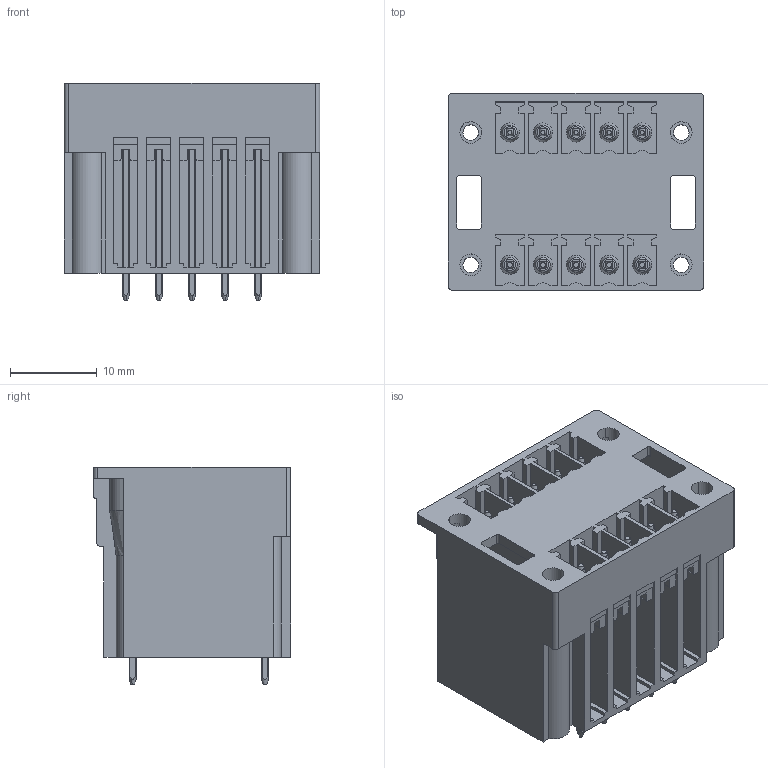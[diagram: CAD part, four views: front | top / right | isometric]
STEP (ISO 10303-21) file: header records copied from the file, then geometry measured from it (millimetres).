
FILE_DESCRIPTION(('CATIA V5 STEP Exchange','CAx-IF Rec.Pracs.--- Model Styling and Organization---1.2---2011-12-15'),'2;1');
FILE_NAME ('D1447196_0', '2018-10-05T07:57:51+00:00', ('none'), ('Weidmueller'), 'CATIA Version 5-6 Release 2014', 'CATIA V5 STEP AP214', 'none');
FILE_SCHEMA(('AUTOMOTIVE_DESIGN { 1 0 10303 214 1 1 1 1 }'));
Length unit declared in the file: millimetre
Products named in the file (1): 1031510000
Bounding box: 29.44 x 22.7 x 25.1 mm (x, y, z)
Volume: 9541.5 mm3; surface area: 8541.4 mm2
Topology: 11 solids, 11 shells, 657 faces, 1792 edges, 1186 vertices
Faces by surface type: plane 411, cylinder 152, cone 74, torus 20
Entity records: 21060 total; most frequent: CARTESIAN_POINT 5949, ORIENTED_EDGE 3584, DIRECTION 2289, EDGE_CURVE 1792, VECTOR 1222, LINE 1222, VERTEX_POINT 1186, AXIS2_PLACEMENT_3D 734
